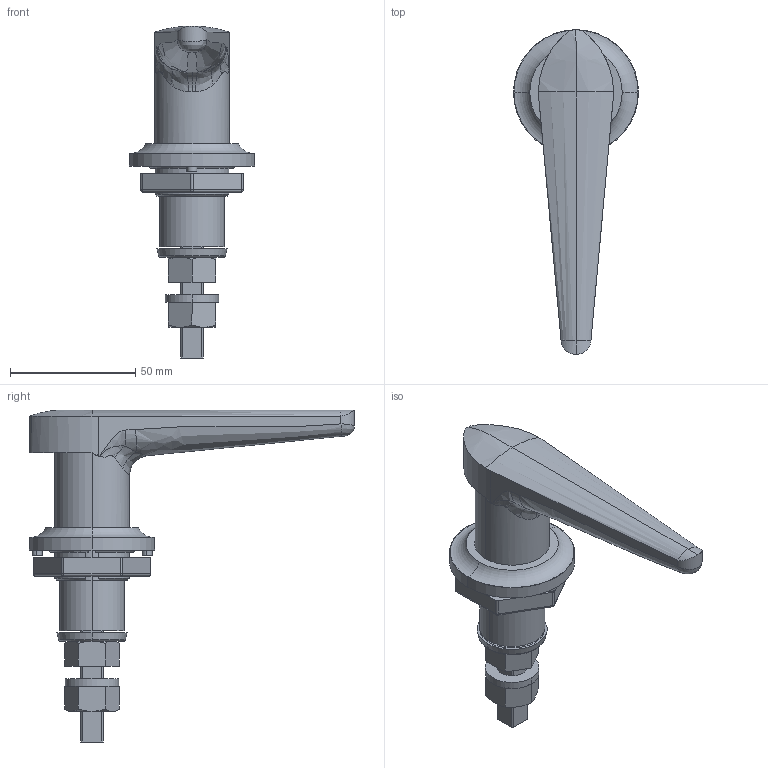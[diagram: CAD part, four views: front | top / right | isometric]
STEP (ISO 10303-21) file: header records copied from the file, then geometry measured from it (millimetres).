
FILE_DESCRIPTION (( 'STEP AP203' ), '1' );
FILE_NAME ('A-106-2.STEP', '2018-07-12T08:51:09', ( '' ), ( '' ), 'SwSTEP 2.0', 'SolidWorks 2014', '' );
FILE_SCHEMA (( 'CONFIG_CONTROL_DESIGN' ));
Length unit declared in the file: millimetre
Products named in the file (11): A-106_スプリング_; A-106_榋妏僫僢僩ver1.01_M12僫僢僩(揝)1庬_屇傃宎婎弨; A-106_インサート; A-106_スプリング受; A-106_受座; A-106_ばね座金ver1.0_M12ばね座金(鉄); A-106_ノックピン; A-106-2_本体_; A-106_M30六角ナット; A-106_リングワッシャ; A-106-2
Assembly tree (11 placements, depth 2):
  A-106-2
    A-106-2_本体_
    A-106_受座
    A-106_リングワッシャ
    A-106_インサート
    A-106_ノックピン
    A-106_スプリング_
    A-106_スプリング受
    A-106_M30六角ナット
    A-106_榋妏僫僢僩ver1.01_M12僫僢僩(揝)1庬_屇傃宎婎弨  x2
    A-106_ばね座金ver1.0_M12ばね座金(鉄)
Bounding box: 50 x 130 x 132.8 mm (x, y, z)
Volume: 101080.4 mm3; surface area: 35677.8 mm2
Topology: 11 solids, 11 shells, 226 faces, 539 edges, 335 vertices
Faces by surface type: plane 91, cylinder 73, cone 26, bspline 19, torus 10, sphere 7
Entity records: 8111 total; most frequent: CARTESIAN_POINT 2191, DIRECTION 1011, ORIENTED_EDGE 978, EDGE_CURVE 489, AXIS2_PLACEMENT_3D 401, VERTEX_POINT 309, EDGE_LOOP 228, LINE 209
